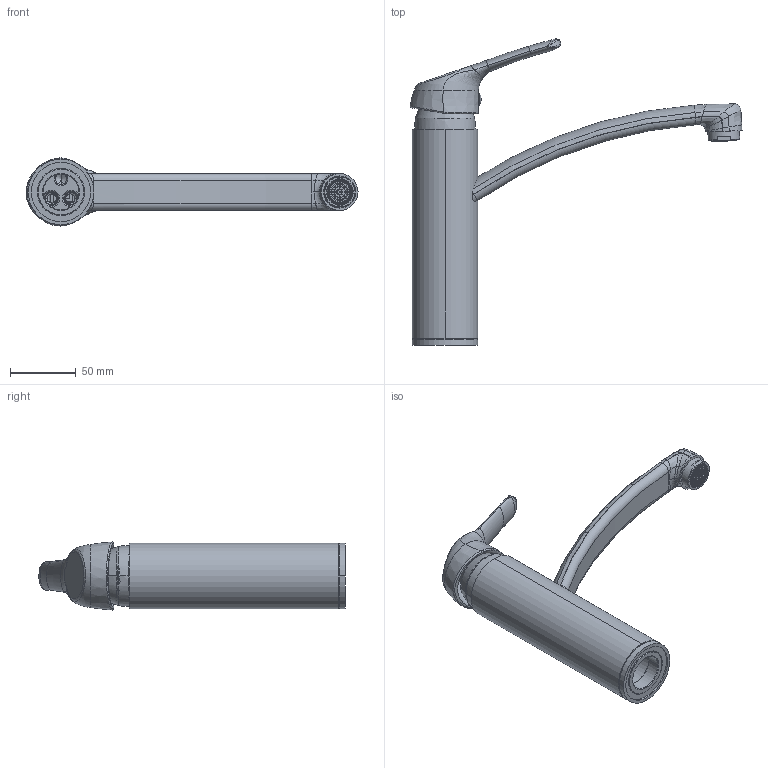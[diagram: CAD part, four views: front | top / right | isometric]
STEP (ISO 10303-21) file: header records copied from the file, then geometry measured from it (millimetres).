
FILE_DESCRIPTION((''),'2;1');
FILE_NAME('400721NDR0_ASM_ASM','2024-11-27T10:36:12',('sruga'),('Armando Vicario'),'CREO PARAMETRIC BY PTC INC, 2021404','CREO PARAMETRIC BY PTC INC, 2021404','');
FILE_SCHEMA(('CONFIG_CONTROL_DESIGN'));
Length unit declared in the file: millimetre
Products named in the file (30): 12001105_AF1_1; 02000594_AF0_1; 02000601_AF1_ASM_1_ASM; 02000602_ASM_1_ASM; AMFAG_CONT_AERATORE_1; 10040006AB_1; AMFAG_RETINA_1; AMFAG_FILTRO_1; AMFAG_CART_AERATRICE_CL-B_ASM_1_ASM; AMFAG_GUARNIZIONE_24X1_1_1; 10032206_ASM_1_ASM; 16000286_ASM_1_ASM; 16003106_ASM_1_ASM; 12001104_1; 01000401_1; 16003159_ASM_1_ASM; 03022301_1; 04000063_1; 16000102_ASM_1_ASM; 03020106_NON_USARE_1; 06000907_1; 16000128_ASM_1_ASM; 05000203_1; 16000430_ASM_1_ASM; 10000067_1; 16001551_ASM_1_ASM; 12047301_1; 16001478_ASM_1_ASM; 400721NDR0_ASM_1_ASM; 400721NDR0_ASM_ASM
Assembly tree (29 placements, depth 7):
  400721NDR0_ASM_ASM
    400721NDR0_ASM_1_ASM
      16003106_ASM_1_ASM
        02000602_ASM_1_ASM
          02000601_AF1_ASM_1_ASM
            12001105_AF1_1
            02000594_AF0_1
        16000286_ASM_1_ASM
          10032206_ASM_1_ASM
            AMFAG_CONT_AERATORE_1
            AMFAG_CART_AERATRICE_CL-B_ASM_1_ASM
              10040006AB_1
              AMFAG_RETINA_1
              AMFAG_FILTRO_1
            AMFAG_GUARNIZIONE_24X1_1_1
      16003159_ASM_1_ASM
        12001104_1
        01000401_1
      16000102_ASM_1_ASM
        03022301_1
        04000063_1
      16001551_ASM_1_ASM
        03020106_NON_USARE_1
        16000128_ASM_1_ASM
          06000907_1
        16000430_ASM_1_ASM
          05000203_1
        10000067_1
      16001478_ASM_1_ASM
        12047301_1
Bounding box: 253.12 x 233.49 x 51.89 mm (x, y, z)
Volume: 195123.4 mm3; surface area: 162169 mm2
Topology: 15 solids, 30 shells, 2790 faces, 8360 edges, 5473 vertices
Faces by surface type: plane 1873, cylinder 557, cone 154, bspline 134, torus 56, sphere 16
Entity records: 116196 total; most frequent: CARTESIAN_POINT 43897, ORIENTED_EDGE 16553, DIRECTION 12212, EDGE_CURVE 8347, VERTEX_POINT 5473, AXIS2_PLACEMENT_3D 4421, EDGE_LOOP 3740, VECTOR 3370
